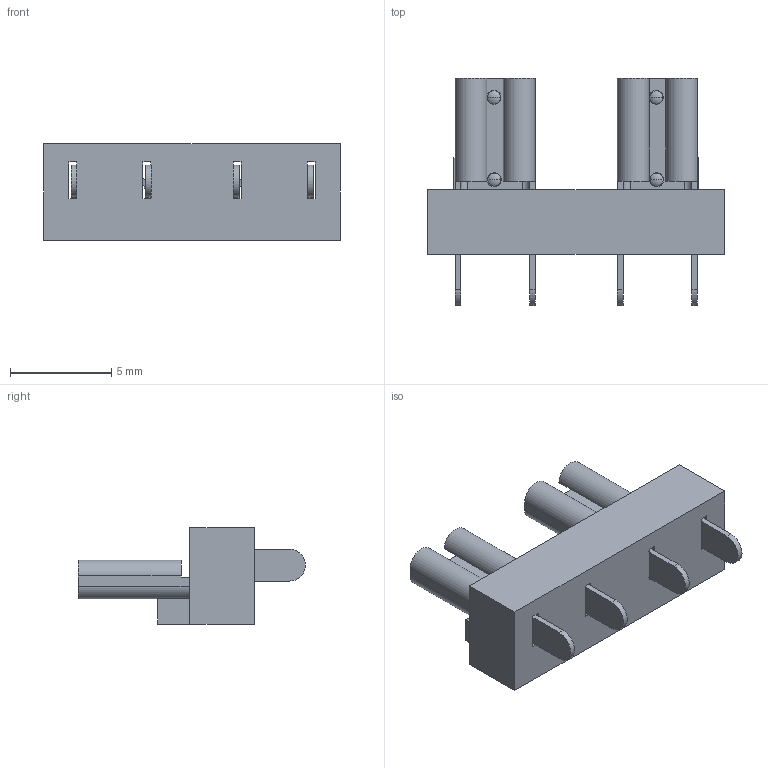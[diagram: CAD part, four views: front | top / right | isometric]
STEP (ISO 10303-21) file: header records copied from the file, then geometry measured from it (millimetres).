
FILE_DESCRIPTION (( 'STEP AP214' ), '1' );
FILE_NAME ('3634-2.STEP', '2011-04-04T18:30:03', ( 'Richard Maletta' ), ( '' ), 'SwSTEP 2.0', 'SolidWorks 2009', '' );
FILE_SCHEMA (( 'AUTOMOTIVE_DESIGN' ));
Length unit declared in the file: millimetre
Products named in the file (1): 3634-2
Bounding box: 14.68 x 11.23 x 4.75 mm (x, y, z)
Volume: 240.6 mm3; surface area: 724.7 mm2
Topology: 5 solids, 5 shells, 170 faces, 424 edges, 272 vertices
Faces by surface type: plane 118, cylinder 20, sphere 16, torus 16
Entity records: 6988 total; most frequent: DIRECTION 886, CARTESIAN_POINT 867, ORIENTED_EDGE 848, EDGE_CURVE 424, VECTOR 304, LINE 304, AXIS2_PLACEMENT_3D 291, VERTEX_POINT 272
